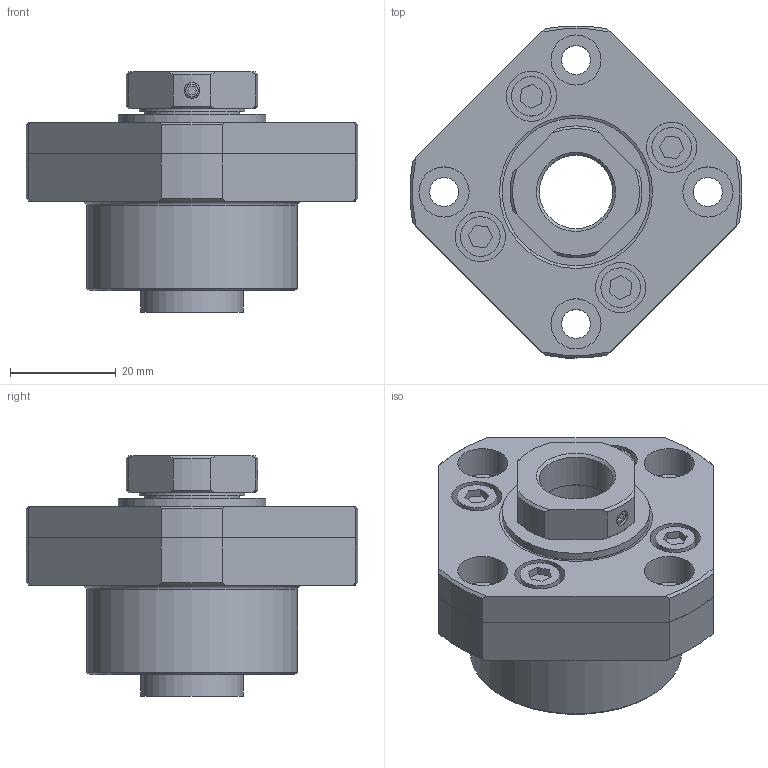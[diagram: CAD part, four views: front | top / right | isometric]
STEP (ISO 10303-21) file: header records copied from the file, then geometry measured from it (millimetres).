
FILE_DESCRIPTION( ( 'STEP AP203' ), ' ' );
FILE_NAME( 'FK_15Yes.stp', '2018-02-07T16:49:31', ( '' ), ( '' ), ' ', 'PARTsolutions', ' ' );
FILE_SCHEMA( ( 'CONFIG_CONTROL_DESIGN' ) );
Length unit declared in the file: millimetre
Products named in the file (3): FK 15Yes; _FK 15; _FK 15collar
Assembly tree (2 placements, depth 2):
  FK 15Yes
    _FK 15
    _FK 15collar
Bounding box: 62.88 x 62.88 x 45.5 mm (x, y, z)
Volume: 54537.8 mm3; surface area: 16654.4 mm2
Topology: 2 solids, 2 shells, 150 faces, 340 edges, 225 vertices
Faces by surface type: plane 81, cylinder 46, cone 21, torus 2
Full cylindrical faces by diameter (mm): 3 x1, 5.5 x4, 7.5 x4, 9.5 x8, 13.917 x1, 15 x2, 18 x1, 19.5 x2, 20 x1, 27 x2, 28 x1, 30.8 x1, 30.84 x1, 40 x1
Entity records: 4230 total; most frequent: CARTESIAN_POINT 826, DIRECTION 688, ORIENTED_EDGE 602, EDGE_CURVE 301, AXIS2_PLACEMENT_3D 267, EDGE_LOOP 230, VERTEX_POINT 223, FACE_OUTER_BOUND 182
